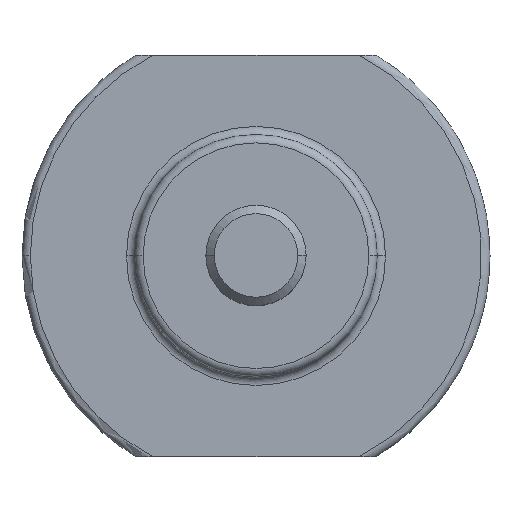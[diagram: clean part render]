
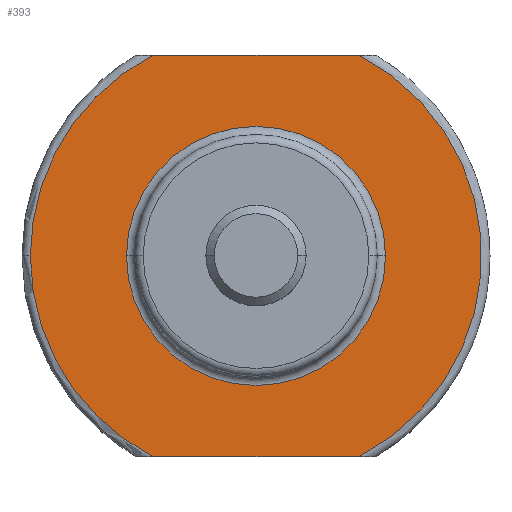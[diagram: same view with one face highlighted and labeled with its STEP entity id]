
A CAD part, top view. The second image highlights one B-rep face of the part: STEP entity #393.
In plain terms, the highlighted planar face has unit normal (0, 0, 1).
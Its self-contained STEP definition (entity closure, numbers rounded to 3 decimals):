
#2 = DIRECTION ( 'NONE',  ( -1., 0., 0. ) ) ;
#3 = ORIENTED_EDGE ( 'NONE', *, *, #705, .T. ) ;
#7 = VERTEX_POINT ( 'NONE', #291 ) ;
#9 = ORIENTED_EDGE ( 'NONE', *, *, #49, .T. ) ;
#17 = DIRECTION ( 'NONE',  ( -1., 0., 0. ) ) ;
#37 = CARTESIAN_POINT ( 'NONE',  ( -14., -12., 4. ) ) ;
#46 = CARTESIAN_POINT ( 'NONE',  ( -6.185, -12., 4. ) ) ;
#49 = EDGE_CURVE ( 'NONE', #549, #267, #661, .T. ) ;
#58 = LINE ( 'NONE', #756, #783 ) ;
#62 = CARTESIAN_POINT ( 'NONE',  ( 0., 0., 4. ) ) ;
#80 = ORIENTED_EDGE ( 'NONE', *, *, #641, .T. ) ;
#82 = EDGE_LOOP ( 'NONE', ( #587, #516 ) ) ;
#87 = VERTEX_POINT ( 'NONE', #108 ) ;
#108 = CARTESIAN_POINT ( 'NONE',  ( 6.185, -12., 4. ) ) ;
#109 = DIRECTION ( 'NONE',  ( 0., 0., -1. ) ) ;
#121 = AXIS2_PLACEMENT_3D ( 'NONE', #356, #602, #160 ) ;
#134 = DIRECTION ( 'NONE',  ( 0., 0., -1. ) ) ;
#159 = AXIS2_PLACEMENT_3D ( 'NONE', #671, #109, #170 ) ;
#160 = DIRECTION ( 'NONE',  ( -1., 0., 0. ) ) ;
#164 = VERTEX_POINT ( 'NONE', #542 ) ;
#170 = DIRECTION ( 'NONE',  ( -1., 0., 0. ) ) ;
#176 = CARTESIAN_POINT ( 'NONE',  ( 7.75, 0., 4. ) ) ;
#177 = EDGE_LOOP ( 'NONE', ( #760, #3, #80, #9, #316 ) ) ;
#198 = CIRCLE ( 'NONE', #427, 7.75 ) ;
#239 = AXIS2_PLACEMENT_3D ( 'NONE', #320, #134, #17 ) ;
#240 = AXIS2_PLACEMENT_3D ( 'NONE', #299, #486, #748 ) ;
#246 = EDGE_CURVE ( 'NONE', #87, #7, #484, .T. ) ;
#267 = VERTEX_POINT ( 'NONE', #46 ) ;
#279 = FACE_OUTER_BOUND ( 'NONE', #177, .T. ) ;
#291 = CARTESIAN_POINT ( 'NONE',  ( 6.185, 12., 4. ) ) ;
#299 = CARTESIAN_POINT ( 'NONE',  ( 0., 0., 4. ) ) ;
#315 = DIRECTION ( 'NONE',  ( 0., 0., -1. ) ) ;
#316 = ORIENTED_EDGE ( 'NONE', *, *, #624, .T. ) ;
#320 = CARTESIAN_POINT ( 'NONE',  ( -14., 0., 4. ) ) ;
#356 = CARTESIAN_POINT ( 'NONE',  ( 0., 0., 4. ) ) ;
#393 = ADVANCED_FACE ( 'NONE', ( #279, #530 ), #519, .F. ) ;
#419 = LINE ( 'NONE', #37, #608 ) ;
#427 = AXIS2_PLACEMENT_3D ( 'NONE', #62, #315, #498 ) ;
#467 = CARTESIAN_POINT ( 'NONE',  ( 0., 0., 4. ) ) ;
#484 = CIRCLE ( 'NONE', #121, 13.5 ) ;
#486 = DIRECTION ( 'NONE',  ( 0., 0., 1. ) ) ;
#498 = DIRECTION ( 'NONE',  ( -1., 0., 0. ) ) ;
#513 = CIRCLE ( 'NONE', #159, 7.75 ) ;
#516 = ORIENTED_EDGE ( 'NONE', *, *, #582, .T. ) ;
#519 = PLANE ( 'NONE',  #239 ) ;
#530 = FACE_BOUND ( 'NONE', #82, .T. ) ;
#542 = CARTESIAN_POINT ( 'NONE',  ( -7.75, 0., 4. ) ) ;
#549 = VERTEX_POINT ( 'NONE', #600 ) ;
#577 = AXIS2_PLACEMENT_3D ( 'NONE', #467, #726, #731 ) ;
#582 = EDGE_CURVE ( 'NONE', #648, #164, #513, .T. ) ;
#587 = ORIENTED_EDGE ( 'NONE', *, *, #753, .T. ) ;
#599 = VERTEX_POINT ( 'NONE', #674 ) ;
#600 = CARTESIAN_POINT ( 'NONE',  ( -13.5, 0., 4. ) ) ;
#602 = DIRECTION ( 'NONE',  ( 0., 0., 1. ) ) ;
#608 = VECTOR ( 'NONE', #794, 1000. ) ;
#624 = EDGE_CURVE ( 'NONE', #267, #87, #419, .T. ) ;
#641 = EDGE_CURVE ( 'NONE', #599, #549, #665, .T. ) ;
#648 = VERTEX_POINT ( 'NONE', #176 ) ;
#661 = CIRCLE ( 'NONE', #577, 13.5 ) ;
#665 = CIRCLE ( 'NONE', #240, 13.5 ) ;
#671 = CARTESIAN_POINT ( 'NONE',  ( 0., 0., 4. ) ) ;
#674 = CARTESIAN_POINT ( 'NONE',  ( -6.185, 12., 4. ) ) ;
#705 = EDGE_CURVE ( 'NONE', #7, #599, #58, .T. ) ;
#726 = DIRECTION ( 'NONE',  ( 0., 0., 1. ) ) ;
#731 = DIRECTION ( 'NONE',  ( -1., 0., 0. ) ) ;
#748 = DIRECTION ( 'NONE',  ( -1., 0., 0. ) ) ;
#753 = EDGE_CURVE ( 'NONE', #164, #648, #198, .T. ) ;
#756 = CARTESIAN_POINT ( 'NONE',  ( -14., 12., 4. ) ) ;
#760 = ORIENTED_EDGE ( 'NONE', *, *, #246, .T. ) ;
#783 = VECTOR ( 'NONE', #2, 1000. ) ;
#794 = DIRECTION ( 'NONE',  ( 1., 0., 0. ) ) ;
